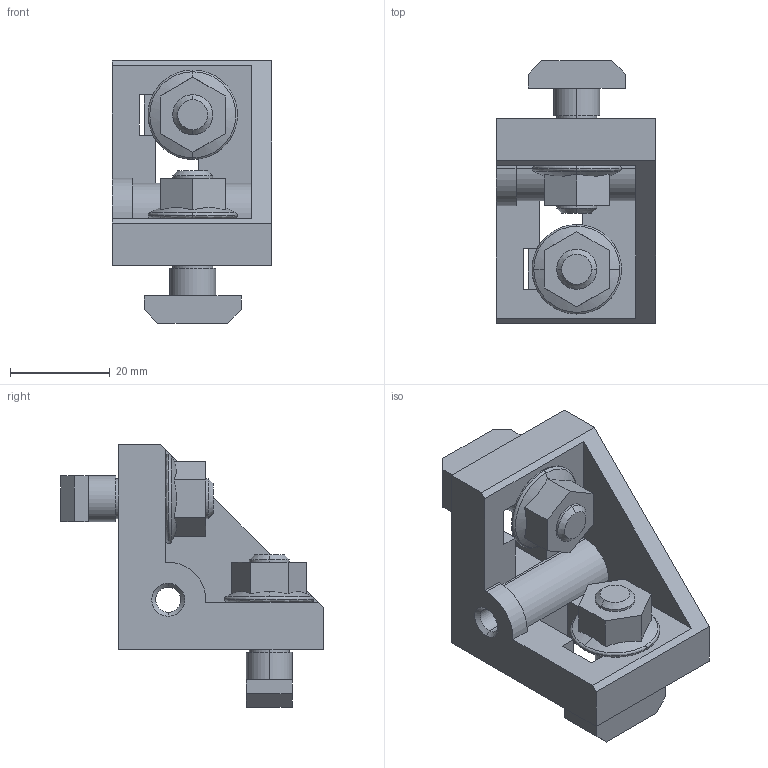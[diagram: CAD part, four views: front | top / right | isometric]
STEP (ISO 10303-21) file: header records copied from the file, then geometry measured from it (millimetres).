
FILE_DESCRIPTION (( 'STEP AP214' ), '1' );
FILE_NAME ('62210701', '2019-02-04T09:38:24', ( '' ), ('JUGARD+KÜNSTNER GmbH'), 'SwSTEP 2.0', 'SolidWorks 2017', '' );
FILE_SCHEMA (( 'AUTOMOTIVE_DESIGN' ));
Length unit declared in the file: millimetre
Products named in the file (3): Kopie von W-10 M5 40_45^62210701; 62210701_CNAJF00; Kopie von Befest.-Satz^62210701
Assembly tree (2 placements, depth 2):
  62210701_CNAJF00
    Kopie von W-10 M5 40_45^62210701
    Kopie von Befest.-Satz^62210701
Bounding box: 32 x 52.5 x 52.5 mm (x, y, z)
Volume: 26607.2 mm3; surface area: 12062.6 mm2
Topology: 5 solids, 5 shells, 107 faces, 259 edges, 164 vertices
Faces by surface type: plane 69, cylinder 18, cone 12, bspline 8
Entity records: 3780 total; most frequent: CARTESIAN_POINT 1145, ORIENTED_EDGE 518, DIRECTION 513, EDGE_CURVE 259, LINE 177, VECTOR 177, AXIS2_PLACEMENT_3D 168, VERTEX_POINT 164
